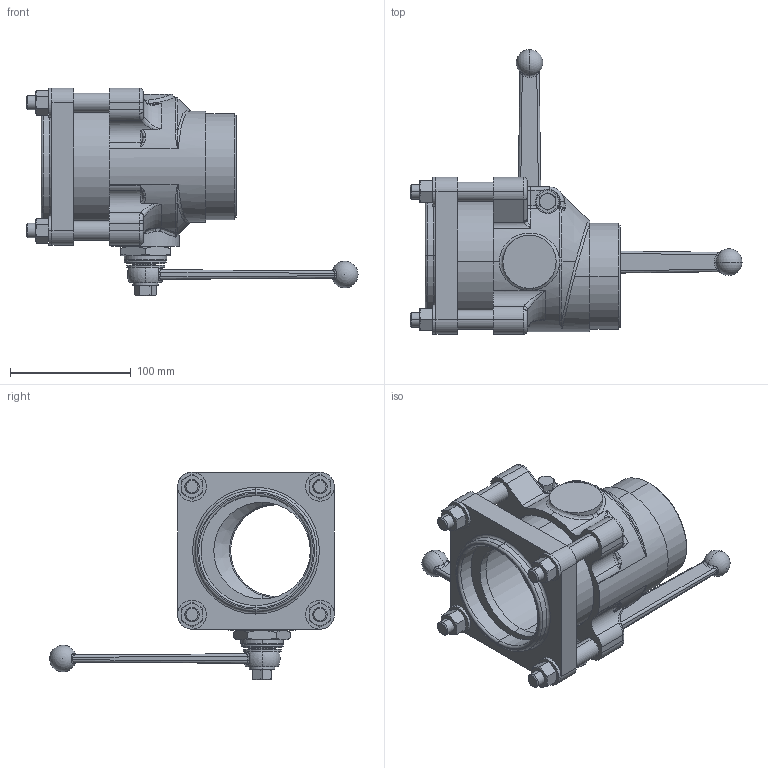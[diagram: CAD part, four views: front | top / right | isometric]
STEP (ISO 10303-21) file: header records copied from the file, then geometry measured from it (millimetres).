
FILE_DESCRIPTION (( 'STEP AP214' ), '1' );
FILE_NAME ('SGAV80GDO_251888.STEP', '2012-09-24T05:38:04', ( 'Admin2' ), ( '' ), 'SwSTEP 2.0', 'SolidWorks 2010', '' );
FILE_SCHEMA (( 'AUTOMOTIVE_DESIGN' ));
Length unit declared in the file: millimetre
Products named in the file (1): SGAV80GDO_251888
Bounding box: 275 x 236 x 172 mm (x, y, z)
Surface area: 191915.6 mm2 (no closed solid volume)
Topology: 0 solids, 35 shells, 862 faces, 2553 edges, 1678 vertices
Faces by surface type: plane 354, bspline 215, cylinder 144, cone 72, torus 67, sphere 10
Entity records: 51983 total; most frequent: CARTESIAN_POINT 23046, ORIENTED_EDGE 4423, DIRECTION 3755, EDGE_CURVE 2526, VERTEX_POINT 1666, AXIS2_PLACEMENT_3D 1272, VECTOR 1211, LINE 1211
